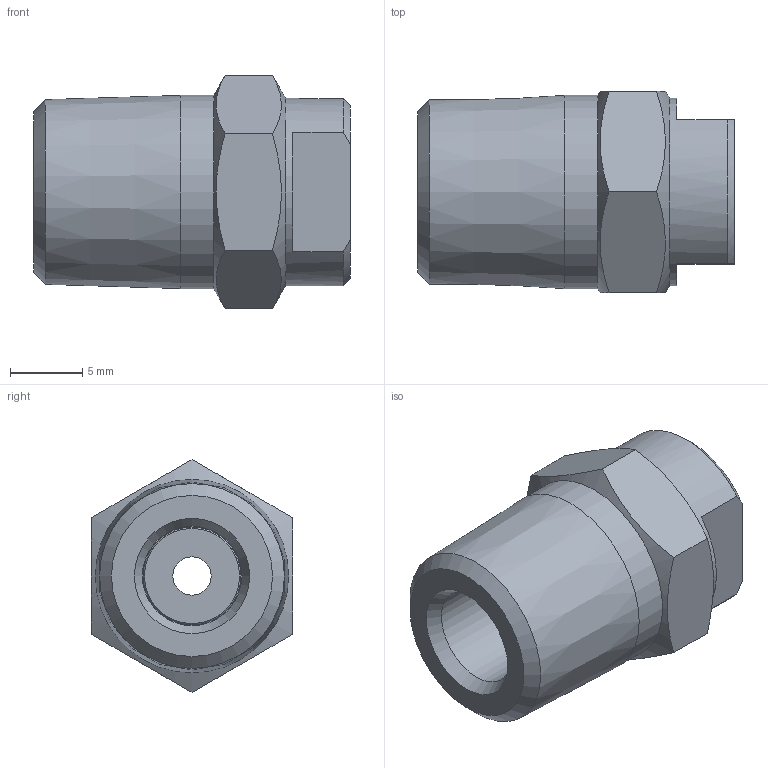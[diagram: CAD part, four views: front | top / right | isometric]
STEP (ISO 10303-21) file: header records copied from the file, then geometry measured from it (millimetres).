
FILE_DESCRIPTION(/* description */ ('STEP AP214'),/* implementation_level */ '2;1');
FILE_NAME(/* name */ 'LECHLER_546720A307',/* time_stamp */ '2023-01-20T15:28:21+01:00',/* author */ ('License CC BY-ND 4.0'),/* organization */ ('CADENAS'),/* preprocessor_version */ 'ST-DEVELOPER v18.102',/* originating_system */ 'PARTsolutions',/* authorisation */ ' ');
FILE_SCHEMA (('AUTOMOTIVE_DESIGN {1 0 10303 214 3 1 1}'));
Length unit declared in the file: millimetre
Products named in the file (3): LECHLER_546720A307; LECHLER_546720i; LECHLER_546720A307o
Assembly tree (2 placements, depth 2):
  LECHLER_546720A307
    LECHLER_546720i
    LECHLER_546720A307o
Bounding box: 22 x 14 x 16.17 mm (x, y, z)
Volume: 2509.2 mm3; surface area: 1918.8 mm2
Topology: 2 solids, 2 shells, 34 faces, 73 edges, 45 vertices
Faces by surface type: plane 16, cone 11, cylinder 7
Full cylindrical faces by diameter (mm): 2.66 x1, 6 x1, 6.1 x1, 6.8 x1, 6.9 x1, 13 x1, 13.41 x1
Entity records: 949 total; most frequent: CARTESIAN_POINT 209, DIRECTION 140, ORIENTED_EDGE 112, AXIS2_PLACEMENT_3D 63, EDGE_CURVE 56, EDGE_LOOP 56, FACE_BOUND 56, VERTEX_POINT 44
